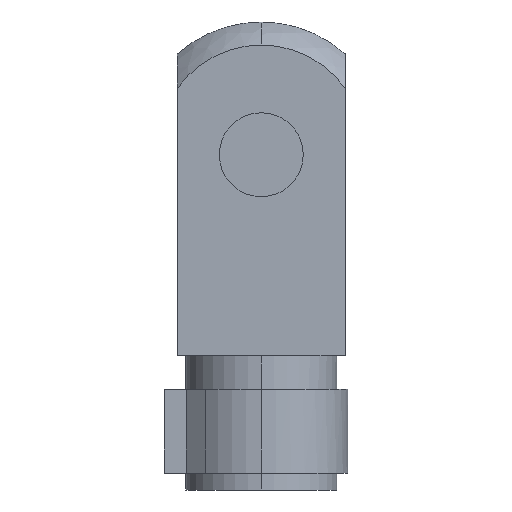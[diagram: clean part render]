
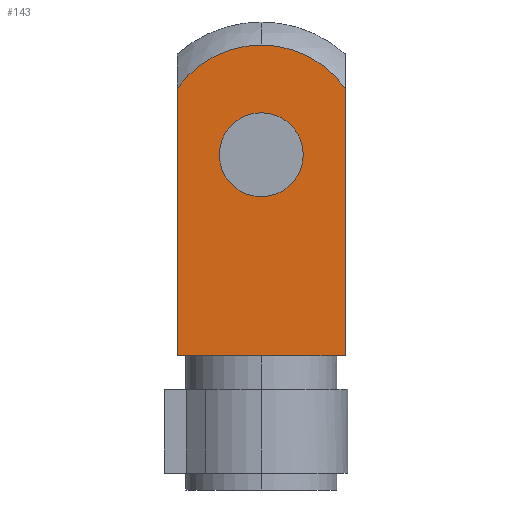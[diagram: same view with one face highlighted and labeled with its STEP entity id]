
A CAD part, left-side view. The second image highlights one B-rep face of the part: STEP entity #143.
In plain terms, the highlighted planar face has unit normal (-1, 0, 0).
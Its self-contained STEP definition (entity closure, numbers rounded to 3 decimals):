
#143=ADVANCED_FACE('',(#289,#290),#291,.F.);
#289=FACE_BOUND('',#438,.T.);
#290=FACE_OUTER_BOUND('',#439,.T.);
#291=PLANE('',#440);
#438=EDGE_LOOP('',(#1012,#1013));
#439=EDGE_LOOP('',(#1014,#1015,#1016,#1017,#1018));
#440=AXIS2_PLACEMENT_3D('',#1019,#1020,#1021);
#1012=ORIENTED_EDGE('',*,*,#1196,.T.);
#1013=ORIENTED_EDGE('',*,*,#1059,.T.);
#1014=ORIENTED_EDGE('',*,*,#1035,.F.);
#1015=ORIENTED_EDGE('',*,*,#1212,.T.);
#1016=ORIENTED_EDGE('',*,*,#1218,.F.);
#1017=ORIENTED_EDGE('',*,*,#1219,.F.);
#1018=ORIENTED_EDGE('',*,*,#1202,.F.);
#1019=CARTESIAN_POINT('',(-12.0,0.0,43.1));
#1020=DIRECTION('',(1.0,0.0,0.0));
#1021=DIRECTION('',(0.0,0.0,-1.0));
#1035=EDGE_CURVE('',#1226,#1222,#1228,.T.);
#1059=EDGE_CURVE('',#1268,#1272,#1274,.T.);
#1196=EDGE_CURVE('',#1272,#1268,#1497,.T.);
#1202=EDGE_CURVE('',#1222,#1505,#1506,.T.);
#1212=EDGE_CURVE('',#1226,#1520,#1522,.T.);
#1218=EDGE_CURVE('',#1529,#1520,#1531,.T.);
#1219=EDGE_CURVE('',#1505,#1529,#1532,.T.);
#1222=VERTEX_POINT('',#1535);
#1226=VERTEX_POINT('',#1539);
#1228=CIRCLE('',#1541,14.731);
#1268=VERTEX_POINT('',#1588);
#1272=VERTEX_POINT('',#1593);
#1274=CIRCLE('',#1596,6.0);
#1497=CIRCLE('',#1920,6.0);
#1505=VERTEX_POINT('',#1928);
#1506=CIRCLE('',#1929,14.731);
#1520=VERTEX_POINT('',#1949);
#1522=LINE('',#1952,#1953);
#1529=VERTEX_POINT('',#1964);
#1531=LINE('',#1967,#1968);
#1532=LINE('',#1969,#1970);
#1535=CARTESIAN_POINT('',(-12.0,0.,63.703));
#1539=CARTESIAN_POINT('',(-12.0,12.0,57.516));
#1541=AXIS2_PLACEMENT_3D('',#1982,#1983,#1984);
#1588=CARTESIAN_POINT('',(-12.0,0.,42.0));
#1593=CARTESIAN_POINT('',(-12.0,0.,54.0));
#1596=AXIS2_PLACEMENT_3D('',#2036,#2037,#2038);
#1920=AXIS2_PLACEMENT_3D('',#2245,#2246,#2247);
#1928=CARTESIAN_POINT('',(-12.0,-12.0,57.516));
#1929=AXIS2_PLACEMENT_3D('',#2263,#2264,#2265);
#1949=CARTESIAN_POINT('',(-12.0,12.0,19.2));
#1952=CARTESIAN_POINT('',(-12.0,12.0,43.1));
#1953=VECTOR('',#2279,1.0);
#1964=CARTESIAN_POINT('',(-12.0,-12.0,19.2));
#1967=CARTESIAN_POINT('',(-12.0,0.0,19.2));
#1968=VECTOR('',#2285,1.0);
#1969=CARTESIAN_POINT('',(-12.0,-12.0,43.1));
#1970=VECTOR('',#2286,1.0);
#1982=CARTESIAN_POINT('',(-12.0,0.0,48.972));
#1983=DIRECTION('',(1.0,0.0,0.0));
#1984=DIRECTION('',(0.0,0.0,-1.0));
#2036=CARTESIAN_POINT('',(-12.0,0.0,48.0));
#2037=DIRECTION('',(1.0,0.0,0.0));
#2038=DIRECTION('',(0.0,0.0,-1.0));
#2245=CARTESIAN_POINT('',(-12.0,0.0,48.0));
#2246=DIRECTION('',(1.0,0.0,0.0));
#2247=DIRECTION('',(0.0,0.0,-1.0));
#2263=CARTESIAN_POINT('',(-12.0,0.0,48.972));
#2264=DIRECTION('',(1.0,0.0,0.0));
#2265=DIRECTION('',(0.0,0.0,-1.0));
#2279=DIRECTION('',(0.0,0.0,-1.0));
#2285=DIRECTION('',(0.0,1.0,0.0));
#2286=DIRECTION('',(0.0,0.0,-1.0));
